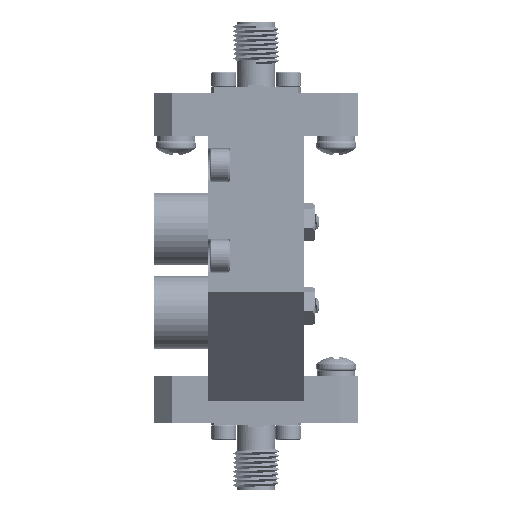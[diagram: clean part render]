
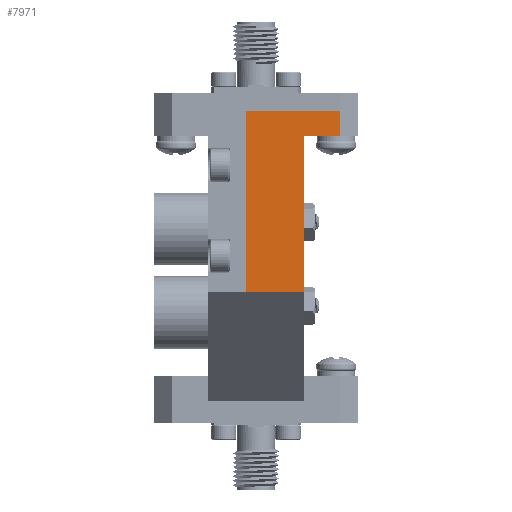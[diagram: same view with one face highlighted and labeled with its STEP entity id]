
A CAD part, left-side view. The second image highlights one B-rep face of the part: STEP entity #7971.
In plain terms, the highlighted planar face has unit normal (-1, 0, 0).
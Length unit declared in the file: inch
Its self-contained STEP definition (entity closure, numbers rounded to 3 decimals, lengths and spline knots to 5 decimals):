
#1844 = CARTESIAN_POINT ( 'NONE',  ( -1.375, -0.32, -0.5 ) ) ;
#7735 = VECTOR ( 'NONE', #97861, 39.37008 ) ;
#7971 = ADVANCED_FACE ( 'NONE', ( #147325 ), #57839, .F. ) ;
#9958 = EDGE_CURVE ( 'NONE', #39137, #54784, #179331, .T. ) ;
#15491 = ORIENTED_EDGE ( 'NONE', *, *, #28466, .F. ) ;
#19206 = CARTESIAN_POINT ( 'NONE',  ( -1.375, -0.5185, 0.36 ) ) ;
#22653 = CARTESIAN_POINT ( 'NONE',  ( -1.375, -0.32, 0.5 ) ) ;
#23695 = CARTESIAN_POINT ( 'NONE',  ( -1.375, -0.32, 0.5 ) ) ;
#28466 = EDGE_CURVE ( 'NONE', #144173, #49727, #122741, .T. ) ;
#39137 = VERTEX_POINT ( 'NONE', #83745 ) ;
#39259 = DIRECTION ( 'NONE',  ( 0., 0., -1. ) ) ;
#41166 = CARTESIAN_POINT ( 'NONE',  ( -1.375, -0.6185, 0.36 ) ) ;
#44709 = EDGE_CURVE ( 'NONE', #97095, #39137, #86657, .T. ) ;
#47280 = CARTESIAN_POINT ( 'NONE',  ( -1.375, -0.32, -0.5 ) ) ;
#49727 = VERTEX_POINT ( 'NONE', #153774 ) ;
#50296 = ORIENTED_EDGE ( 'NONE', *, *, #44709, .T. ) ;
#52607 = ORIENTED_EDGE ( 'NONE', *, *, #128686, .F. ) ;
#54784 = VERTEX_POINT ( 'NONE', #57176 ) ;
#57176 = CARTESIAN_POINT ( 'NONE',  ( -1.375, 0., -0.5 ) ) ;
#57839 = PLANE ( 'NONE',  #189628 ) ;
#62856 = DIRECTION ( 'NONE',  ( 0., 1., 0. ) ) ;
#63586 = LINE ( 'NONE', #93156, #165773 ) ;
#69431 = VECTOR ( 'NONE', #39259, 39.37008 ) ;
#70430 = DIRECTION ( 'NONE',  ( 0., 1., 0. ) ) ;
#71727 = VECTOR ( 'NONE', #70430, 39.37008 ) ;
#82281 = DIRECTION ( 'NONE',  ( 0., 0., 1. ) ) ;
#83745 = CARTESIAN_POINT ( 'NONE',  ( -1.375, 0., 0.5 ) ) ;
#84316 = ORIENTED_EDGE ( 'NONE', *, *, #117843, .F. ) ;
#86657 = LINE ( 'NONE', #22653, #7735 ) ;
#87567 = CARTESIAN_POINT ( 'NONE',  ( -1.375, -0.32, 0.5 ) ) ;
#90819 = LINE ( 'NONE', #47280, #142188 ) ;
#93156 = CARTESIAN_POINT ( 'NONE',  ( -1.375, -0.5185, 0.5 ) ) ;
#97095 = VERTEX_POINT ( 'NONE', #128437 ) ;
#97861 = DIRECTION ( 'NONE',  ( 0., 1., 0. ) ) ;
#109656 = VECTOR ( 'NONE', #168349, 39.37008 ) ;
#116594 = EDGE_LOOP ( 'NONE', ( #15491, #152836, #50296, #132928, #52607, #84316 ) ) ;
#117843 = EDGE_CURVE ( 'NONE', #49727, #175758, #132139, .T. ) ;
#122741 = LINE ( 'NONE', #41166, #71727 ) ;
#127267 = EDGE_CURVE ( 'NONE', #144173, #97095, #63586, .T. ) ;
#128437 = CARTESIAN_POINT ( 'NONE',  ( -1.375, -0.5185, 0.5 ) ) ;
#128686 = EDGE_CURVE ( 'NONE', #175758, #54784, #90819, .T. ) ;
#131237 = DIRECTION ( 'NONE',  ( 0., 0., 1. ) ) ;
#132139 = LINE ( 'NONE', #23695, #69431 ) ;
#132928 = ORIENTED_EDGE ( 'NONE', *, *, #9958, .T. ) ;
#142188 = VECTOR ( 'NONE', #62856, 39.37008 ) ;
#144173 = VERTEX_POINT ( 'NONE', #19206 ) ;
#147325 = FACE_OUTER_BOUND ( 'NONE', #116594, .T. ) ;
#152836 = ORIENTED_EDGE ( 'NONE', *, *, #127267, .T. ) ;
#153774 = CARTESIAN_POINT ( 'NONE',  ( -1.375, -0.32, 0.36 ) ) ;
#165773 = VECTOR ( 'NONE', #82281, 39.37008 ) ;
#168349 = DIRECTION ( 'NONE',  ( 0., 0., -1. ) ) ;
#175758 = VERTEX_POINT ( 'NONE', #1844 ) ;
#179331 = LINE ( 'NONE', #180680, #109656 ) ;
#180680 = CARTESIAN_POINT ( 'NONE',  ( -1.375, 0., 0.5 ) ) ;
#189628 = AXIS2_PLACEMENT_3D ( 'NONE', #87567, #191483, #131237 ) ;
#191483 = DIRECTION ( 'NONE',  ( 1., 0., 0. ) ) ;
